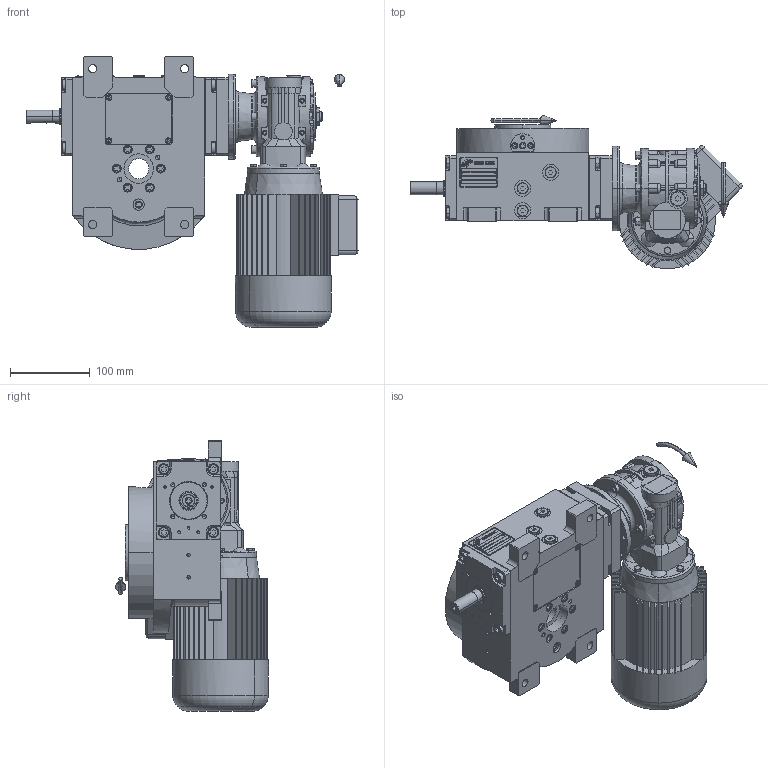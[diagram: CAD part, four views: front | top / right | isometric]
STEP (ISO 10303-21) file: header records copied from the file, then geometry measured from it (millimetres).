
FILE_DESCRIPTION (( 'STEP AP203' ), '1' );
FILE_NAME ('PC5200592.step', '2024-09-04T12:10:19', ( '' ), ( '' ), 'SwSTEP 2.0', 'SolidWorks 2020', '' );
FILE_SCHEMA (( 'CONFIG_CONTROL_DESIGN' ));
Length unit declared in the file: millimetre
Products named in the file (85): rig04_071_6_m.stp; cfn2000_01_129; PC5200592; cfn2077_01_018; AS_rig04_014_s_001; CFN2000_01_185.stp; freccia_angolare; CFN2010_01_006.stp; cfn2000_01_151; cfn2155_01_186; AS_rig04_071_6_m; AS_rig04_004_s_001; cfn2070_05_001; cfn2003_01_063; CFN2223_01-390X6-B.stp; cfn2276_01_065; rig04_015; cfn2107_01_001; rig04_003_6; RIG06_021_AF0.stp; AS_rig04_002_bl_004; cfn2476_01_001_48x38; rig04_001_a_001; CFN2356_03_051.stp; rig04_004_s_001; cfn2000_01_147; AS_900_38_30_003; rig04_007_master; cfn2104_01_016; cfn2151_01_162; cfn2115_02_182; CFN2104_02_017.stp; cfn2128_04_011; olio_agip_blasia_150; freccia_angolare_albero; CFN2155_01_007.stp; rig04_004; cfn2151_01_092; AS_cfn2476_01_001_48x38; CFN2010_02_002.stp ...
Assembly tree (77 placements, depth 5):
  PC5200592
    rig04_001_a_001
    AS_cfn2476_01_001_48x38
      cfn2476_01_001_48x38
      cfn2107_01_001
      cfn2107_01_001
    AS_rig04_071_6_m
      rig04_071_6_m.stp
        RIG04_005_ASM.stp
          RIG04_005_AF0.stp
          RIG06_021_AF0.stp
          CFN2000_01_185.stp
          CFN2000_01_185.stp
          CFN2104_02_017.stp
        CFN2155_01_007.stp
        CFN2010_02_002.stp
      rig04_003_6
      cfn2000_01_147
      cfn2000_01_147
      cfn2000_01_147
      cfn2000_01_147
      cfn2000_01_147
      cfn2000_01_147
      cfn2000_01_147
      cfn2000_01_147
      cfn2104_01_016  x2
    AS_rig04_014_s_001
      rig04_014_s_001
      cfn2000_01_151
      cfn2000_01_151
      cfn2000_01_151
      cfn2000_01_151
      cfn2000_01_151
      cfn2000_01_151
      cfn2155_01_186
    AS_rig04_004_s_002
      rig04_004_s_002
      cfn2155_01_038
      cfn2070_05_001
      cfn2000_01_129
      cfn2000_01_129  x2
      cfn2000_01_129
    AS_rig04_004
      rig04_004
      cfn2155_01_055
      cfn2070_05_001
      cfn2000_01_129  x2
      cfn2000_01_129
      cfn2000_01_129
    AS_rig04_002_bl_004
      rig04_002_bl_004
      cfn2115_02_182
    AS_rig04_004_s_001
      rig04_004_s_001
      cfn2000_01_129
      cfn2000_01_129
      cfn2000_01_129  x2
    cfn2128_04_011
    cfn2128_04_011
    cfn2128_04_011
Bounding box: 415.37 x 191.5 x 338.5 mm (x, y, z)
Volume: 3965645.9 mm3; surface area: 761004.9 mm2
Topology: 80 solids, 80 shells, 3742 faces, 9370 edges, 6000 vertices
Faces by surface type: plane 1842, cylinder 1222, cone 513, torus 137, bspline 18, sphere 10
Entity records: 126872 total; most frequent: CARTESIAN_POINT 29725, DIRECTION 18806, ORIENTED_EDGE 18106, EDGE_CURVE 9053, AXIS2_PLACEMENT_3D 6786, VERTEX_POINT 5855, VECTOR 5234, LINE 5234
